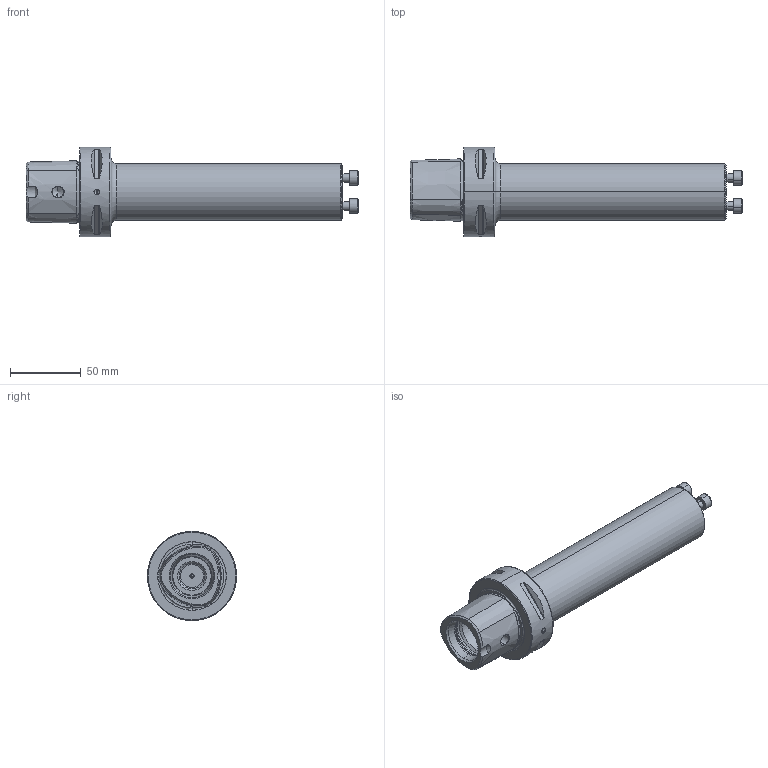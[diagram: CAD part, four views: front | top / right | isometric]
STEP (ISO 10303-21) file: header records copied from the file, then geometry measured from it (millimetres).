
FILE_DESCRIPTION (( 'STEP AP214' ), '1' );
FILE_NAME ('PS6.WK1.040.225.STEP', '2020-09-16T13:11:12', ( '' ), ( '' ), 'SwSTEP 2.0', 'SolidWorks 2017', '' );
FILE_SCHEMA (( 'AUTOMOTIVE_DESIGN' ));
Length unit declared in the file: millimetre
Products named in the file (6): WK1-ER1.016.002_A_Fertigbearbeitung; ISO 4762 - M6 x 16; WK1-ER1.016.145_A_Fertigbearbeitung; DIN 3771 - 6x1; PS6-WK1.040.225_A; PS6.WK1.040.225
Assembly tree (7 placements, depth 2):
  PS6.WK1.040.225
    PS6-WK1.040.225_A
    ISO 4762 - M6 x 16  x3
    DIN 3771 - 6x1
    WK1-ER1.016.145_A_Fertigbearbeitung
    WK1-ER1.016.002_A_Fertigbearbeitung
Bounding box: 234.4 x 63 x 63 mm (x, y, z)
Volume: 298447.3 mm3; surface area: 61425.8 mm2
Topology: 7 solids, 7 shells, 473 faces, 1233 edges, 768 vertices
Faces by surface type: plane 231, cylinder 113, cone 81, torus 48
Entity records: 15167 total; most frequent: CARTESIAN_POINT 4826, ORIENTED_EDGE 2202, DIRECTION 1884, EDGE_CURVE 1101, AXIS2_PLACEMENT_3D 754, VERTEX_POINT 702, EDGE_LOOP 437, ADVANCED_FACE 419
